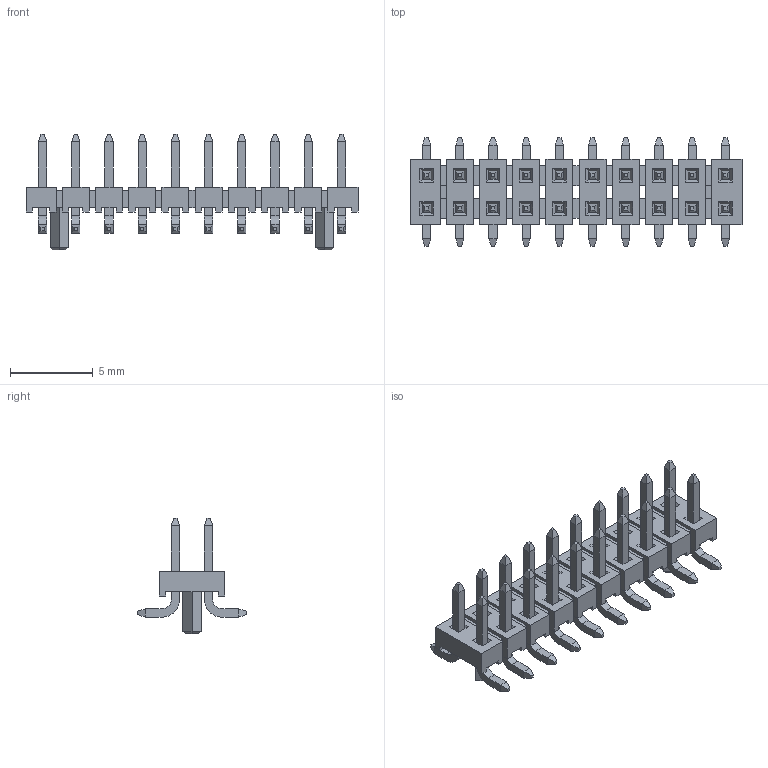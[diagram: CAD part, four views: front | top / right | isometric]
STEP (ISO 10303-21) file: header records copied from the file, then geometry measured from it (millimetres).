
FILE_DESCRIPTION((''),'2;1');
FILE_NAME('SAMTEC_TMM-110-01-G-D-SM-A.stp','2013-03-27T10:37:39',(''),(''),'Mechanical Desktop 2011','Mechanical Desktop 2011',', , ');
FILE_SCHEMA(('AUTOMOTIVE_DESIGN { 1 2 10303 214 1 1 1 1 }'));
Length unit declared in the file: millimetre
Products named in the file (1): Product
Bounding box: 20 x 6.55 x 6.99 mm (x, y, z)
Volume: 128.3 mm3; surface area: 694.7 mm2
Topology: 70 solids, 70 shells, 888 faces, 2016 edges, 1288 vertices
Faces by surface type: plane 596, bspline 252, cylinder 40
Entity records: 24179 total; most frequent: CARTESIAN_POINT 4949, ORIENTED_EDGE 4032, DIRECTION 3370, EDGE_CURVE 2016, VECTOR 1936, LINE 1936, VERTEX_POINT 1288, EDGE_LOOP 908
